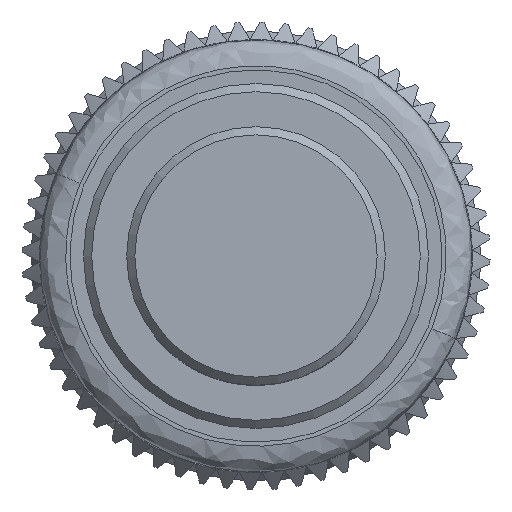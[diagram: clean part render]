
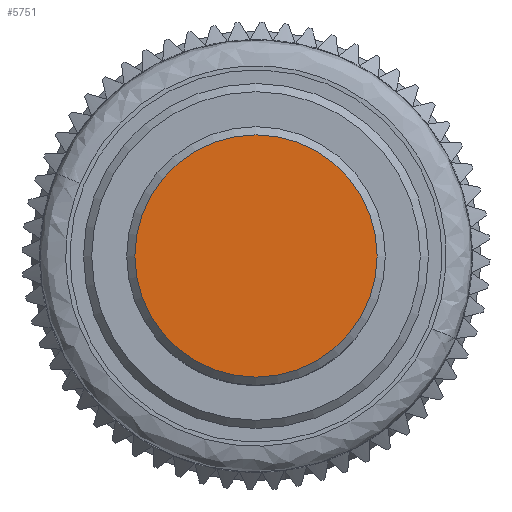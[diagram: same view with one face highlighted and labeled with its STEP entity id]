
A CAD part, left-side view. The second image highlights one B-rep face of the part: STEP entity #5751.
In plain terms, the highlighted planar face has unit normal (-1, 0, 0).
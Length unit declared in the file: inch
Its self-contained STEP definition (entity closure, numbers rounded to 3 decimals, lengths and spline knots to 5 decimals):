
#1562 = VERTEX_POINT ( 'NONE', #4685 ) ;
#1993 = CARTESIAN_POINT ( 'NONE',  ( -0.26575, 0., 0. ) ) ;
#2351 = DIRECTION ( 'NONE',  ( -1., 0., 0. ) ) ;
#2546 = CARTESIAN_POINT ( 'NONE',  ( -0.26575, -0.24343, -0.10057 ) ) ;
#2576 = EDGE_LOOP ( 'NONE', ( #7651 ) ) ;
#2974 = AXIS2_PLACEMENT_3D ( 'NONE', #2546, #2351, #8122 ) ;
#4013 = FACE_OUTER_BOUND ( 'NONE', #2576, .T. ) ;
#4685 = CARTESIAN_POINT ( 'NONE',  ( -0.26575, -0.14748, 0. ) ) ;
#5751 = ADVANCED_FACE ( 'NONE', ( #4013 ), #9956, .T. ) ;
#7651 = ORIENTED_EDGE ( 'NONE', *, *, #17238, .T. ) ;
#7767 = DIRECTION ( 'NONE',  ( -1., 0., 0. ) ) ;
#8122 = DIRECTION ( 'NONE',  ( 0., -0.924, -0.382 ) ) ;
#9956 = PLANE ( 'NONE',  #2974 ) ;
#12963 = AXIS2_PLACEMENT_3D ( 'NONE', #1993, #7767, #15320 ) ;
#15320 = DIRECTION ( 'NONE',  ( 0., -1., 0. ) ) ;
#17238 = EDGE_CURVE ( 'NONE', #1562, #1562, #18887, .T. ) ;
#18887 = CIRCLE ( 'NONE', #12963, 0.14748 ) ;
